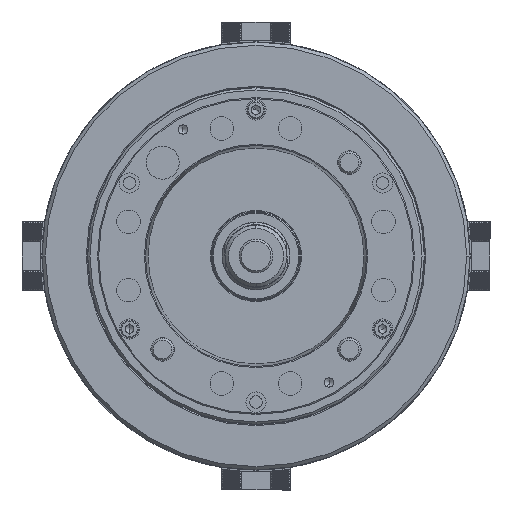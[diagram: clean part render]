
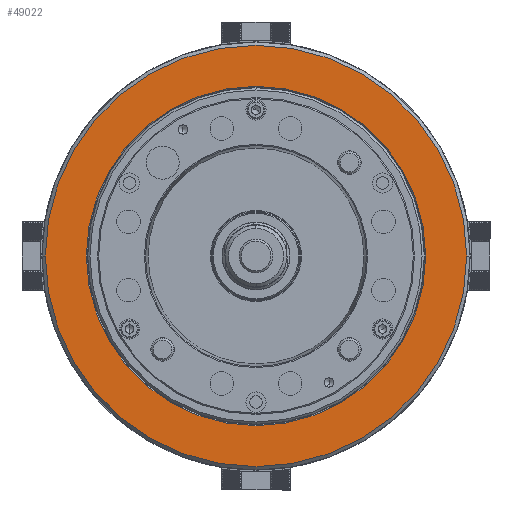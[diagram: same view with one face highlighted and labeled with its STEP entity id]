
A CAD part, left-side view. The second image highlights one B-rep face of the part: STEP entity #49022.
In plain terms, the highlighted planar face has unit normal (-1, 0, 0).
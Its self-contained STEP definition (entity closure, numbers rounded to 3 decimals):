
#992 = FACE_OUTER_BOUND ( 'NONE', #64233, .T. ) ;
#3528 = DIRECTION ( 'NONE',  ( -1., 0., 0. ) ) ;
#4479 = CIRCLE ( 'NONE', #20419, 151. ) ;
#6190 = EDGE_CURVE ( 'NONE', #11018, #12507, #4479, .T. ) ;
#9948 = VERTEX_POINT ( 'NONE', #12069 ) ;
#10183 = CARTESIAN_POINT ( 'NONE',  ( 0., 0., 0. ) ) ;
#10336 = CIRCLE ( 'NONE', #57064, 151. ) ;
#11018 = VERTEX_POINT ( 'NONE', #53836 ) ;
#12069 = CARTESIAN_POINT ( 'NONE',  ( 0., 187.5, 0. ) ) ;
#12507 = VERTEX_POINT ( 'NONE', #20677 ) ;
#14042 = EDGE_CURVE ( 'NONE', #25577, #9948, #76499, .T. ) ;
#15412 = DIRECTION ( 'NONE',  ( 1., 0., 0. ) ) ;
#16111 = EDGE_CURVE ( 'NONE', #12507, #11018, #10336, .T. ) ;
#16508 = DIRECTION ( 'NONE',  ( 0., 1., 0. ) ) ;
#20419 = AXIS2_PLACEMENT_3D ( 'NONE', #37655, #81499, #43933 ) ;
#20677 = CARTESIAN_POINT ( 'NONE',  ( 0., -151., 0. ) ) ;
#22607 = PLANE ( 'NONE',  #65188 ) ;
#23984 = ORIENTED_EDGE ( 'NONE', *, *, #14042, .T. ) ;
#25577 = VERTEX_POINT ( 'NONE', #34214 ) ;
#26094 = EDGE_LOOP ( 'NONE', ( #69003, #63332 ) ) ;
#28918 = DIRECTION ( 'NONE',  ( 0., 1., 0. ) ) ;
#31399 = EDGE_CURVE ( 'NONE', #9948, #25577, #40318, .T. ) ;
#31732 = AXIS2_PLACEMENT_3D ( 'NONE', #41220, #3528, #47525 ) ;
#34214 = CARTESIAN_POINT ( 'NONE',  ( 0., -187.5, 0. ) ) ;
#37655 = CARTESIAN_POINT ( 'NONE',  ( 0., 0., 0. ) ) ;
#40318 = CIRCLE ( 'NONE', #63054, 187.5 ) ;
#41220 = CARTESIAN_POINT ( 'NONE',  ( 0., 0., 0. ) ) ;
#43933 = DIRECTION ( 'NONE',  ( 0., 1., 0. ) ) ;
#47525 = DIRECTION ( 'NONE',  ( 0., 1., 0. ) ) ;
#49022 = ADVANCED_FACE ( 'NONE', ( #49181, #992 ), #22607, .F. ) ;
#49181 = FACE_BOUND ( 'NONE', #26094, .T. ) ;
#52994 = CARTESIAN_POINT ( 'NONE',  ( 0., 0., 0. ) ) ;
#53836 = CARTESIAN_POINT ( 'NONE',  ( 0., 151., 0. ) ) ;
#54085 = DIRECTION ( 'NONE',  ( -1., 0., 0. ) ) ;
#57064 = AXIS2_PLACEMENT_3D ( 'NONE', #52994, #15412, #59287 ) ;
#59287 = DIRECTION ( 'NONE',  ( 0., 1., 0. ) ) ;
#62024 = ORIENTED_EDGE ( 'NONE', *, *, #31399, .T. ) ;
#63054 = AXIS2_PLACEMENT_3D ( 'NONE', #10183, #54085, #16508 ) ;
#63332 = ORIENTED_EDGE ( 'NONE', *, *, #6190, .T. ) ;
#64233 = EDGE_LOOP ( 'NONE', ( #62024, #23984 ) ) ;
#65188 = AXIS2_PLACEMENT_3D ( 'NONE', #77782, #66527, #28918 ) ;
#66527 = DIRECTION ( 'NONE',  ( 1., 0., 0. ) ) ;
#69003 = ORIENTED_EDGE ( 'NONE', *, *, #16111, .T. ) ;
#76499 = CIRCLE ( 'NONE', #31732, 187.5 ) ;
#77782 = CARTESIAN_POINT ( 'NONE',  ( 0., 190.5, 0. ) ) ;
#81499 = DIRECTION ( 'NONE',  ( 1., 0., 0. ) ) ;
